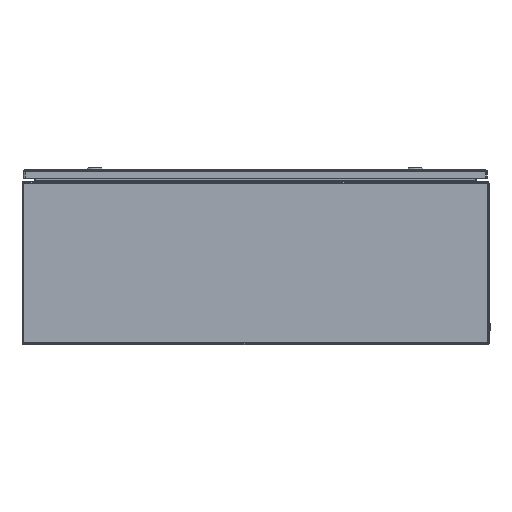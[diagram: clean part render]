
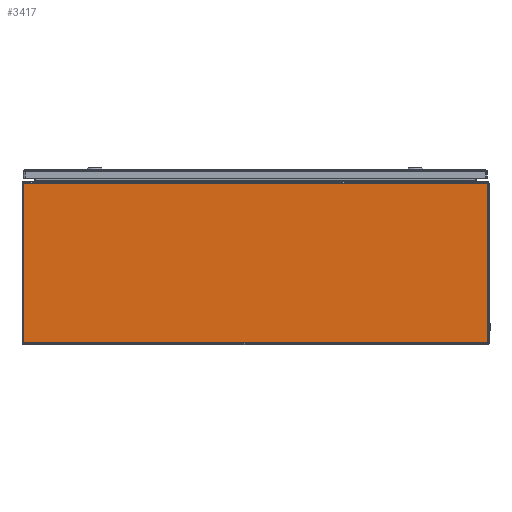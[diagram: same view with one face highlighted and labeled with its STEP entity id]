
A CAD part, left-side view. The second image highlights one B-rep face of the part: STEP entity #3417.
In plain terms, the highlighted planar face has unit normal (-1, 0, 0).
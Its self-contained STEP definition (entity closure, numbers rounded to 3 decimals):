
#2681=PLANE('',#16150);
#3417=ADVANCED_FACE('F121',(#4453),#2681,.T.);
#4453=FACE_OUTER_BOUND('',#5435,.T.);
#5435=EDGE_LOOP('',(#10656,#10657,#10658,#10659));
#6350=LINE('',#24500,#7317);
#6352=LINE('',#24503,#7319);
#6353=LINE('',#24505,#7320);
#6354=LINE('',#24507,#7321);
#7317=VECTOR('',#19557,1.);
#7319=VECTOR('',#19561,1.);
#7320=VECTOR('',#19562,1.);
#7321=VECTOR('',#19563,1.);
#10656=ORIENTED_EDGE('',*,*,#14030,.T.);
#10657=ORIENTED_EDGE('',*,*,#14031,.T.);
#10658=ORIENTED_EDGE('',*,*,#14032,.T.);
#10659=ORIENTED_EDGE('',*,*,#14028,.T.);
#12263=VERTEX_POINT('',#24474);
#12266=VERTEX_POINT('',#24489);
#12267=VERTEX_POINT('',#24504);
#12268=VERTEX_POINT('',#24506);
#14028=EDGE_CURVE('E282',#12266,#12263,#6350,.T.);
#14030=EDGE_CURVE('E276',#12263,#12267,#6352,.T.);
#14031=EDGE_CURVE('E288',#12267,#12268,#6353,.T.);
#14032=EDGE_CURVE('E289',#12268,#12266,#6354,.T.);
#16150=AXIS2_PLACEMENT_3D('',#24508,#19564,#19565);
#19557=DIRECTION('',(0.,0.,-1.));
#19561=DIRECTION('',(0.,-1.,0.));
#19562=DIRECTION('',(0.,0.,1.));
#19563=DIRECTION('',(0.,1.,0.));
#19564=DIRECTION('',(-1.,0.,0.));
#19565=DIRECTION('',(0.,1.,0.));
#24474=CARTESIAN_POINT('',(-6546.096,2181.599,0.741));
#24489=CARTESIAN_POINT('',(-6546.096,2181.599,274.141));
#24500=CARTESIAN_POINT('',(-6546.096,2181.599,137.441));
#24503=CARTESIAN_POINT('',(-6546.096,1784.399,0.741));
#24504=CARTESIAN_POINT('',(-6546.096,1387.199,0.741));
#24505=CARTESIAN_POINT('',(-6546.096,1387.199,137.441));
#24506=CARTESIAN_POINT('',(-6546.096,1387.199,274.141));
#24507=CARTESIAN_POINT('',(-6546.096,1784.399,274.141));
#24508=CARTESIAN_POINT('',(-6546.096,2224.399,-2.059));
